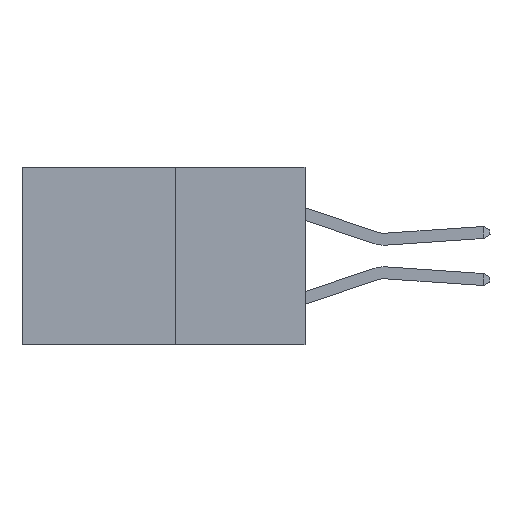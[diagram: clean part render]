
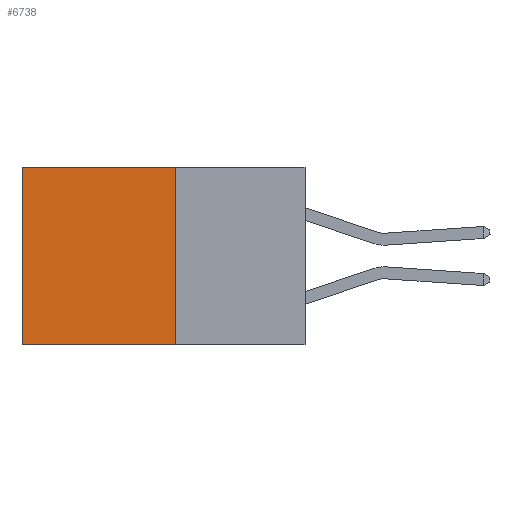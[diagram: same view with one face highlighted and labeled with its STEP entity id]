
A CAD part, left-side view. The second image highlights one B-rep face of the part: STEP entity #6738.
In plain terms, the highlighted planar face has unit normal (-1, 0, 0).
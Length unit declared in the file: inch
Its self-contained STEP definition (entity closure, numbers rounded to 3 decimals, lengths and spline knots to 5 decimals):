
#379 = ORIENTED_EDGE ( 'NONE', *, *, #20292, .T. ) ;
#1752 = PLANE ( 'NONE',  #14091 ) ;
#2068 = CARTESIAN_POINT ( 'NONE',  ( 0.277, 0.27, 0. ) ) ;
#2079 = DIRECTION ( 'NONE',  ( 0., 1., 0. ) ) ;
#2303 = LINE ( 'NONE', #13238, #6039 ) ;
#3572 = CARTESIAN_POINT ( 'NONE',  ( 0.277, 0.59, -0.37 ) ) ;
#4211 = DIRECTION ( 'NONE',  ( 0., 0., -1. ) ) ;
#4232 = CARTESIAN_POINT ( 'NONE',  ( 0.277, 0.27, -0.37 ) ) ;
#5533 = LINE ( 'NONE', #16447, #9832 ) ;
#6039 = VECTOR ( 'NONE', #2079, 39.37008 ) ;
#6450 = VERTEX_POINT ( 'NONE', #2068 ) ;
#6738 = ADVANCED_FACE ( 'NONE', ( #19910 ), #1752, .F. ) ;
#6840 = VECTOR ( 'NONE', #4211, 39.37008 ) ;
#6989 = DIRECTION ( 'NONE',  ( 0., 1., 0. ) ) ;
#7661 = LINE ( 'NONE', #13030, #15550 ) ;
#8090 = ORIENTED_EDGE ( 'NONE', *, *, #9282, .T. ) ;
#9282 = EDGE_CURVE ( 'NONE', #11828, #10114, #7661, .T. ) ;
#9832 = VECTOR ( 'NONE', #6989, 39.37008 ) ;
#10037 = EDGE_CURVE ( 'NONE', #6450, #18781, #18861, .T. ) ;
#10114 = VERTEX_POINT ( 'NONE', #3572 ) ;
#11828 = VERTEX_POINT ( 'NONE', #17972 ) ;
#13009 = DIRECTION ( 'NONE',  ( 0., 0., -1. ) ) ;
#13030 = CARTESIAN_POINT ( 'NONE',  ( 0.277, 0.59, -0.37 ) ) ;
#13083 = ORIENTED_EDGE ( 'NONE', *, *, #10037, .F. ) ;
#13238 = CARTESIAN_POINT ( 'NONE',  ( 0.277, 0.27, 0. ) ) ;
#14065 = ORIENTED_EDGE ( 'NONE', *, *, #20314, .F. ) ;
#14091 = AXIS2_PLACEMENT_3D ( 'NONE', #17256, #17249, #17144 ) ;
#15550 = VECTOR ( 'NONE', #13009, 39.37008 ) ;
#16447 = CARTESIAN_POINT ( 'NONE',  ( 0.277, 0.27, -0.37 ) ) ;
#17144 = DIRECTION ( 'NONE',  ( 0., 0., -1. ) ) ;
#17249 = DIRECTION ( 'NONE',  ( 1., 0., 0. ) ) ;
#17256 = CARTESIAN_POINT ( 'NONE',  ( 0.277, 0.27, -0.37 ) ) ;
#17316 = CARTESIAN_POINT ( 'NONE',  ( 0.277, 0.27, -0.37 ) ) ;
#17972 = CARTESIAN_POINT ( 'NONE',  ( 0.277, 0.59, 0. ) ) ;
#18781 = VERTEX_POINT ( 'NONE', #17316 ) ;
#18861 = LINE ( 'NONE', #4232, #6840 ) ;
#19416 = EDGE_LOOP ( 'NONE', ( #8090, #14065, #13083, #379 ) ) ;
#19910 = FACE_OUTER_BOUND ( 'NONE', #19416, .T. ) ;
#20292 = EDGE_CURVE ( 'NONE', #6450, #11828, #2303, .T. ) ;
#20314 = EDGE_CURVE ( 'NONE', #18781, #10114, #5533, .T. ) ;
